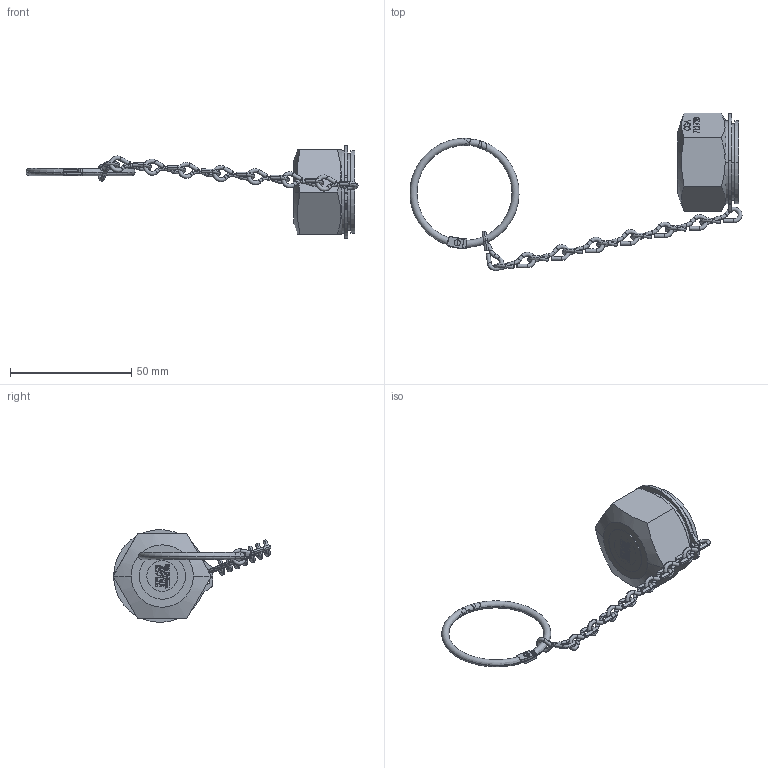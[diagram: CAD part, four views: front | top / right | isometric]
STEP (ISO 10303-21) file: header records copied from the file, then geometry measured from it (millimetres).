
FILE_DESCRIPTION (( 'STEP AP203' ), '1' );
FILE_NAME ('CAP-GT71SS-TU.STEP', '2025-08-25T13:42:13', ( '' ), ( '' ), 'SwSTEP 2.0', 'SolidWorks 2018', '' );
FILE_SCHEMA (( 'CONFIG_CONTROL_DESIGN' ));
Length unit declared in the file: inch
Products named in the file (11): PRT-004044; PRT-002239_STAINLESS; PRT-002245_RING-1.540D-HALF; PRT-003061; ASY-000887; PRT-003791_91590A249; PRT-004001_97633A150; PRT-003062; PRT-002255_SMALL PIN; ASY-000213_One Link Bent; CAP-GT71SS-TU
Assembly tree (18 placements, depth 3):
  CAP-GT71SS-TU
    PRT-003062
    PRT-003791_91590A249
    PRT-003061
    ASY-000213_One Link Bent
      PRT-002239_STAINLESS  x8
    ASY-000887
      PRT-002245_RING-1.540D-HALF  x2
      PRT-002255_SMALL PIN
    PRT-004001_97633A150
    PRT-004044
Bounding box: 136.66 x 64.85 x 38.19 mm (x, y, z)
Volume: 19546.2 mm3; surface area: 13955.1 mm2
Topology: 16 solids, 16 shells, 877 faces, 2398 edges, 1599 vertices
Faces by surface type: plane 416, cylinder 185, bspline 180, torus 72, sphere 18, cone 6
Entity records: 35848 total; most frequent: CARTESIAN_POINT 17577, ORIENTED_EDGE 3930, DIRECTION 2782, EDGE_CURVE 1965, VERTEX_POINT 1352, VECTOR 1184, LINE 1184, AXIS2_PLACEMENT_3D 799
